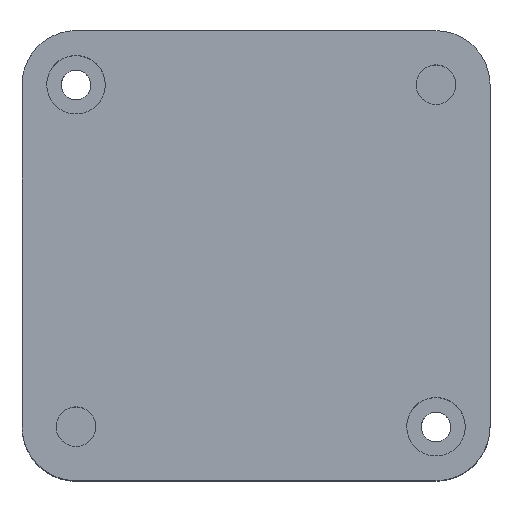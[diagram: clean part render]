
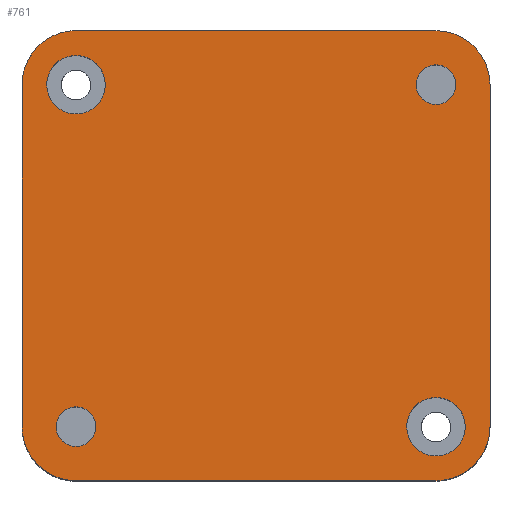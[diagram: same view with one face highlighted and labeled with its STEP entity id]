
A CAD part, top view. The second image highlights one B-rep face of the part: STEP entity #761.
In plain terms, the highlighted free-form (B-spline) face has degree [1, 1] with [2, 2] control points.
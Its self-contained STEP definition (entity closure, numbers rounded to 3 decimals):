
#200 = VERTEX_POINT('',#201);
#201 = CARTESIAN_POINT('',(32.235,-26.342,0.));
#206 = EDGE_CURVE('',#207,#200,#209,.T.);
#207 = VERTEX_POINT('',#208);
#208 = CARTESIAN_POINT('',(23.223,-26.342,0.));
#209 = ( BOUNDED_CURVE() B_SPLINE_CURVE(2,(#210,#211,#212,#213,#214),
.UNSPECIFIED.,.F.,.F.) B_SPLINE_CURVE_WITH_KNOTS((3,2,3),(3.142,
4.712,6.283),.PIECEWISE_BEZIER_KNOTS.) CURVE() 
GEOMETRIC_REPRESENTATION_ITEM() RATIONAL_B_SPLINE_CURVE((1.,
0.707,1.,0.707,1.)) REPRESENTATION_ITEM('') );
#210 = CARTESIAN_POINT('',(23.223,-26.342,0.));
#211 = CARTESIAN_POINT('',(23.223,-30.848,0.));
#212 = CARTESIAN_POINT('',(27.729,-30.848,0.));
#213 = CARTESIAN_POINT('',(32.235,-30.848,0.));
#214 = CARTESIAN_POINT('',(32.235,-26.342,0.));
#248 = VERTEX_POINT('',#249);
#249 = CARTESIAN_POINT('',(-23.223,26.342,0.));
#254 = EDGE_CURVE('',#255,#248,#257,.T.);
#255 = VERTEX_POINT('',#256);
#256 = CARTESIAN_POINT('',(-32.235,26.342,0.));
#257 = ( BOUNDED_CURVE() B_SPLINE_CURVE(2,(#258,#259,#260,#261,#262),
.UNSPECIFIED.,.F.,.F.) B_SPLINE_CURVE_WITH_KNOTS((3,2,3),(3.142,
4.712,6.283),.PIECEWISE_BEZIER_KNOTS.) CURVE() 
GEOMETRIC_REPRESENTATION_ITEM() RATIONAL_B_SPLINE_CURVE((1.,
0.707,1.,0.707,1.)) REPRESENTATION_ITEM('') );
#258 = CARTESIAN_POINT('',(-32.235,26.342,0.));
#259 = CARTESIAN_POINT('',(-32.235,21.836,0.));
#260 = CARTESIAN_POINT('',(-27.729,21.836,0.));
#261 = CARTESIAN_POINT('',(-23.223,21.836,0.));
#262 = CARTESIAN_POINT('',(-23.223,26.342,0.));
#296 = VERTEX_POINT('',#297);
#297 = CARTESIAN_POINT('',(30.779,26.342,0.));
#302 = EDGE_CURVE('',#303,#296,#305,.T.);
#303 = VERTEX_POINT('',#304);
#304 = CARTESIAN_POINT('',(24.678,26.342,0.));
#305 = ( BOUNDED_CURVE() B_SPLINE_CURVE(2,(#306,#307,#308,#309,#310),
.UNSPECIFIED.,.F.,.F.) B_SPLINE_CURVE_WITH_KNOTS((3,2,3),(3.142,
4.712,6.283),.PIECEWISE_BEZIER_KNOTS.) CURVE() 
GEOMETRIC_REPRESENTATION_ITEM() RATIONAL_B_SPLINE_CURVE((1.,
0.707,1.,0.707,1.)) REPRESENTATION_ITEM('') );
#306 = CARTESIAN_POINT('',(24.678,26.342,0.));
#307 = CARTESIAN_POINT('',(24.678,23.292,0.));
#308 = CARTESIAN_POINT('',(27.729,23.292,0.));
#309 = CARTESIAN_POINT('',(30.779,23.292,0.));
#310 = CARTESIAN_POINT('',(30.779,26.342,0.));
#344 = VERTEX_POINT('',#345);
#345 = CARTESIAN_POINT('',(-24.678,-26.342,0.));
#350 = EDGE_CURVE('',#351,#344,#353,.T.);
#351 = VERTEX_POINT('',#352);
#352 = CARTESIAN_POINT('',(-30.779,-26.342,0.));
#353 = ( BOUNDED_CURVE() B_SPLINE_CURVE(2,(#354,#355,#356,#357,#358),
.UNSPECIFIED.,.F.,.F.) B_SPLINE_CURVE_WITH_KNOTS((3,2,3),(3.142,
4.712,6.283),.PIECEWISE_BEZIER_KNOTS.) CURVE() 
GEOMETRIC_REPRESENTATION_ITEM() RATIONAL_B_SPLINE_CURVE((1.,
0.707,1.,0.707,1.)) REPRESENTATION_ITEM('') );
#354 = CARTESIAN_POINT('',(-30.779,-26.342,0.));
#355 = CARTESIAN_POINT('',(-30.779,-29.392,0.));
#356 = CARTESIAN_POINT('',(-27.729,-29.392,0.));
#357 = CARTESIAN_POINT('',(-24.678,-29.392,0.));
#358 = CARTESIAN_POINT('',(-24.678,-26.342,0.));
#389 = EDGE_CURVE('',#344,#351,#390,.T.);
#390 = ( BOUNDED_CURVE() B_SPLINE_CURVE(2,(#391,#392,#393,#394,#395),
.UNSPECIFIED.,.F.,.F.) B_SPLINE_CURVE_WITH_KNOTS((3,2,3),(0.,
1.571,3.142),.PIECEWISE_BEZIER_KNOTS.) CURVE() 
GEOMETRIC_REPRESENTATION_ITEM() RATIONAL_B_SPLINE_CURVE((1.,
0.707,1.,0.707,1.)) REPRESENTATION_ITEM('') );
#391 = CARTESIAN_POINT('',(-24.678,-26.342,0.));
#392 = CARTESIAN_POINT('',(-24.678,-23.292,0.));
#393 = CARTESIAN_POINT('',(-27.729,-23.292,0.));
#394 = CARTESIAN_POINT('',(-30.779,-23.292,0.));
#395 = CARTESIAN_POINT('',(-30.779,-26.342,0.));
#421 = EDGE_CURVE('',#296,#303,#422,.T.);
#422 = ( BOUNDED_CURVE() B_SPLINE_CURVE(2,(#423,#424,#425,#426,#427),
.UNSPECIFIED.,.F.,.F.) B_SPLINE_CURVE_WITH_KNOTS((3,2,3),(0.,
1.571,3.142),.PIECEWISE_BEZIER_KNOTS.) CURVE() 
GEOMETRIC_REPRESENTATION_ITEM() RATIONAL_B_SPLINE_CURVE((1.,
0.707,1.,0.707,1.)) REPRESENTATION_ITEM('') );
#423 = CARTESIAN_POINT('',(30.779,26.342,0.));
#424 = CARTESIAN_POINT('',(30.779,29.392,0.));
#425 = CARTESIAN_POINT('',(27.729,29.392,0.));
#426 = CARTESIAN_POINT('',(24.678,29.392,0.));
#427 = CARTESIAN_POINT('',(24.678,26.342,0.));
#761 = ADVANCED_FACE('',(#762,#766,#770,#781,#792),#854,.F.);
#762 = FACE_BOUND('',#763,.T.);
#763 = EDGE_LOOP('',(#764,#765));
#764 = ORIENTED_EDGE('',*,*,#421,.F.);
#765 = ORIENTED_EDGE('',*,*,#302,.F.);
#766 = FACE_BOUND('',#767,.T.);
#767 = EDGE_LOOP('',(#768,#769));
#768 = ORIENTED_EDGE('',*,*,#389,.F.);
#769 = ORIENTED_EDGE('',*,*,#350,.F.);
#770 = FACE_BOUND('',#771,.T.);
#771 = EDGE_LOOP('',(#772,#780));
#772 = ORIENTED_EDGE('',*,*,#773,.F.);
#773 = EDGE_CURVE('',#200,#207,#774,.T.);
#774 = ( BOUNDED_CURVE() B_SPLINE_CURVE(2,(#775,#776,#777,#778,#779),
.UNSPECIFIED.,.F.,.F.) B_SPLINE_CURVE_WITH_KNOTS((3,2,3),(0.,
1.571,3.142),.PIECEWISE_BEZIER_KNOTS.) CURVE() 
GEOMETRIC_REPRESENTATION_ITEM() RATIONAL_B_SPLINE_CURVE((1.,
0.707,1.,0.707,1.)) REPRESENTATION_ITEM('') );
#775 = CARTESIAN_POINT('',(32.235,-26.342,0.));
#776 = CARTESIAN_POINT('',(32.235,-21.836,0.));
#777 = CARTESIAN_POINT('',(27.729,-21.836,0.));
#778 = CARTESIAN_POINT('',(23.223,-21.836,0.));
#779 = CARTESIAN_POINT('',(23.223,-26.342,0.));
#780 = ORIENTED_EDGE('',*,*,#206,.F.);
#781 = FACE_BOUND('',#782,.T.);
#782 = EDGE_LOOP('',(#783,#791));
#783 = ORIENTED_EDGE('',*,*,#784,.F.);
#784 = EDGE_CURVE('',#248,#255,#785,.T.);
#785 = ( BOUNDED_CURVE() B_SPLINE_CURVE(2,(#786,#787,#788,#789,#790),
.UNSPECIFIED.,.F.,.F.) B_SPLINE_CURVE_WITH_KNOTS((3,2,3),(0.,
1.571,3.142),.PIECEWISE_BEZIER_KNOTS.) CURVE() 
GEOMETRIC_REPRESENTATION_ITEM() RATIONAL_B_SPLINE_CURVE((1.,
0.707,1.,0.707,1.)) REPRESENTATION_ITEM('') );
#786 = CARTESIAN_POINT('',(-23.223,26.342,0.));
#787 = CARTESIAN_POINT('',(-23.223,30.848,0.));
#788 = CARTESIAN_POINT('',(-27.729,30.848,0.));
#789 = CARTESIAN_POINT('',(-32.235,30.848,0.));
#790 = CARTESIAN_POINT('',(-32.235,26.342,0.));
#791 = ORIENTED_EDGE('',*,*,#254,.F.);
#792 = FACE_BOUND('',#793,.T.);
#793 = EDGE_LOOP('',(#794,#804,#811,#819,#826,#834,#841,#849));
#794 = ORIENTED_EDGE('',*,*,#795,.F.);
#795 = EDGE_CURVE('',#796,#798,#800,.T.);
#796 = VERTEX_POINT('',#797);
#797 = CARTESIAN_POINT('',(36.047,-26.342,0.));
#798 = VERTEX_POINT('',#799);
#799 = CARTESIAN_POINT('',(27.729,-34.661,0.));
#800 = ( BOUNDED_CURVE() B_SPLINE_CURVE(2,(#801,#802,#803),
.UNSPECIFIED.,.F.,.F.) B_SPLINE_CURVE_WITH_KNOTS((3,3),(3.142,
4.712),.PIECEWISE_BEZIER_KNOTS.) CURVE() 
GEOMETRIC_REPRESENTATION_ITEM() RATIONAL_B_SPLINE_CURVE((1.,
0.707,1.)) REPRESENTATION_ITEM('') );
#801 = CARTESIAN_POINT('',(36.047,-26.342,0.));
#802 = CARTESIAN_POINT('',(36.047,-34.661,0.));
#803 = CARTESIAN_POINT('',(27.729,-34.661,0.));
#804 = ORIENTED_EDGE('',*,*,#805,.T.);
#805 = EDGE_CURVE('',#796,#806,#808,.T.);
#806 = VERTEX_POINT('',#807);
#807 = CARTESIAN_POINT('',(36.047,26.342,0.));
#808 = B_SPLINE_CURVE_WITH_KNOTS('',1,(#809,#810),.UNSPECIFIED.,.F.,.F.,
  (2,2),(6.,44.),.PIECEWISE_BEZIER_KNOTS.);
#809 = CARTESIAN_POINT('',(36.047,-26.342,0.));
#810 = CARTESIAN_POINT('',(36.047,26.342,0.));
#811 = ORIENTED_EDGE('',*,*,#812,.F.);
#812 = EDGE_CURVE('',#813,#806,#815,.T.);
#813 = VERTEX_POINT('',#814);
#814 = CARTESIAN_POINT('',(27.729,34.661,0.));
#815 = ( BOUNDED_CURVE() B_SPLINE_CURVE(2,(#816,#817,#818),
.UNSPECIFIED.,.F.,.F.) B_SPLINE_CURVE_WITH_KNOTS((3,3),(1.571,
3.142),.PIECEWISE_BEZIER_KNOTS.) CURVE() 
GEOMETRIC_REPRESENTATION_ITEM() RATIONAL_B_SPLINE_CURVE((1.,
0.707,1.)) REPRESENTATION_ITEM('') );
#816 = CARTESIAN_POINT('',(27.729,34.661,0.));
#817 = CARTESIAN_POINT('',(36.047,34.661,0.));
#818 = CARTESIAN_POINT('',(36.047,26.342,0.));
#819 = ORIENTED_EDGE('',*,*,#820,.T.);
#820 = EDGE_CURVE('',#813,#821,#823,.T.);
#821 = VERTEX_POINT('',#822);
#822 = CARTESIAN_POINT('',(-27.729,34.661,0.));
#823 = B_SPLINE_CURVE_WITH_KNOTS('',1,(#824,#825),.UNSPECIFIED.,.F.,.F.,
  (2,2),(-46.,-6.),.PIECEWISE_BEZIER_KNOTS.);
#824 = CARTESIAN_POINT('',(27.729,34.661,0.));
#825 = CARTESIAN_POINT('',(-27.729,34.661,0.));
#826 = ORIENTED_EDGE('',*,*,#827,.F.);
#827 = EDGE_CURVE('',#828,#821,#830,.T.);
#828 = VERTEX_POINT('',#829);
#829 = CARTESIAN_POINT('',(-36.047,26.342,0.));
#830 = ( BOUNDED_CURVE() B_SPLINE_CURVE(2,(#831,#832,#833),
.UNSPECIFIED.,.F.,.F.) B_SPLINE_CURVE_WITH_KNOTS((3,3),(0.,
1.571),.PIECEWISE_BEZIER_KNOTS.) CURVE() 
GEOMETRIC_REPRESENTATION_ITEM() RATIONAL_B_SPLINE_CURVE((1.,
0.707,1.)) REPRESENTATION_ITEM('') );
#831 = CARTESIAN_POINT('',(-36.047,26.342,0.));
#832 = CARTESIAN_POINT('',(-36.047,34.661,0.));
#833 = CARTESIAN_POINT('',(-27.729,34.661,0.));
#834 = ORIENTED_EDGE('',*,*,#835,.T.);
#835 = EDGE_CURVE('',#828,#836,#838,.T.);
#836 = VERTEX_POINT('',#837);
#837 = CARTESIAN_POINT('',(-36.047,-26.342,0.));
#838 = B_SPLINE_CURVE_WITH_KNOTS('',1,(#839,#840),.UNSPECIFIED.,.F.,.F.,
  (2,2),(-44.,-6.),.PIECEWISE_BEZIER_KNOTS.);
#839 = CARTESIAN_POINT('',(-36.047,26.342,0.));
#840 = CARTESIAN_POINT('',(-36.047,-26.342,0.));
#841 = ORIENTED_EDGE('',*,*,#842,.F.);
#842 = EDGE_CURVE('',#843,#836,#845,.T.);
#843 = VERTEX_POINT('',#844);
#844 = CARTESIAN_POINT('',(-27.729,-34.661,0.));
#845 = ( BOUNDED_CURVE() B_SPLINE_CURVE(2,(#846,#847,#848),
.UNSPECIFIED.,.F.,.F.) B_SPLINE_CURVE_WITH_KNOTS((3,3),(4.712,
6.283),.PIECEWISE_BEZIER_KNOTS.) CURVE() 
GEOMETRIC_REPRESENTATION_ITEM() RATIONAL_B_SPLINE_CURVE((1.,
0.707,1.)) REPRESENTATION_ITEM('') );
#846 = CARTESIAN_POINT('',(-27.729,-34.661,0.));
#847 = CARTESIAN_POINT('',(-36.047,-34.661,0.));
#848 = CARTESIAN_POINT('',(-36.047,-26.342,0.));
#849 = ORIENTED_EDGE('',*,*,#850,.T.);
#850 = EDGE_CURVE('',#843,#798,#851,.T.);
#851 = B_SPLINE_CURVE_WITH_KNOTS('',1,(#852,#853),.UNSPECIFIED.,.F.,.F.,
  (2,2),(6.,46.),.PIECEWISE_BEZIER_KNOTS.);
#852 = CARTESIAN_POINT('',(-27.729,-34.661,0.));
#853 = CARTESIAN_POINT('',(27.729,-34.661,0.));
#854 = B_SPLINE_SURFACE_WITH_KNOTS('',1,1,(
    (#855,#856)
    ,(#857,#858
    )),.UNSPECIFIED.,.F.,.F.,.F.,(2,2),(2,2),(-26.,26.),(-25.,25.),
  .PIECEWISE_BEZIER_KNOTS.);
#855 = CARTESIAN_POINT('',(36.047,-34.661,0.));
#856 = CARTESIAN_POINT('',(36.047,34.661,0.));
#857 = CARTESIAN_POINT('',(-36.047,-34.661,0.));
#858 = CARTESIAN_POINT('',(-36.047,34.661,0.));
